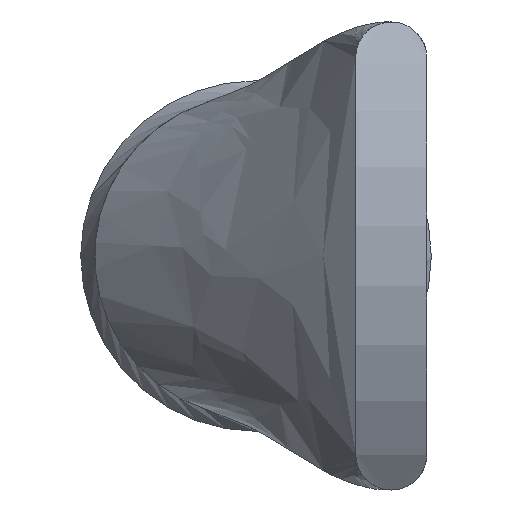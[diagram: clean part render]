
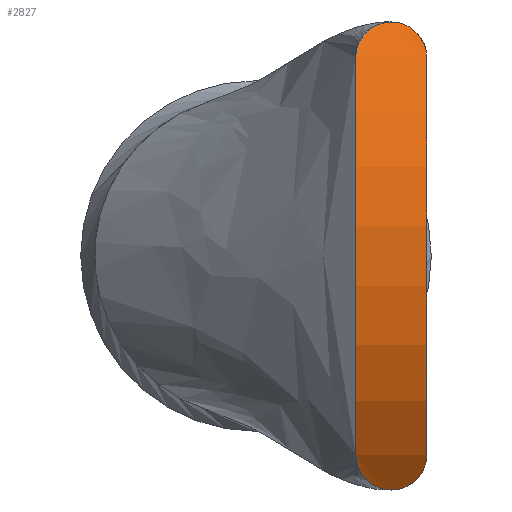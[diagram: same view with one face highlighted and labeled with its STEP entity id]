
A CAD part, left-side view. The second image highlights one B-rep face of the part: STEP entity #2827.
In plain terms, the highlighted cylindrical face has radius 13.644 mm (diameter 27.289 mm), a partial arc.
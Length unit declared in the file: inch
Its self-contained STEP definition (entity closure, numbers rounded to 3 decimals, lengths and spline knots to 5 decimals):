
#22 = CARTESIAN_POINT ( 'NONE',  ( -0.32362, 0.0486, -0.29215 ) ) ;
#46 = CARTESIAN_POINT ( 'NONE',  ( -0.30131, 0.02404, -0.32398 ) ) ;
#95 = CARTESIAN_POINT ( 'NONE',  ( -0.32172, 0.04778, -0.29506 ) ) ;
#105 = CARTESIAN_POINT ( 'NONE',  ( -0.29818, -0.01421, -0.32807 ) ) ;
#115 = CARTESIAN_POINT ( 'NONE',  ( -0.29908, 0.01765, -0.32691 ) ) ;
#128 = CARTESIAN_POINT ( 'NONE',  ( -0.29817, 0.01414, 0.32809 ) ) ;
#133 = ORIENTED_EDGE ( 'NONE', *, *, #2959, .T. ) ;
#147 = CARTESIAN_POINT ( 'NONE',  ( -0.31595, 0.04444, 0.30371 ) ) ;
#244 = CARTESIAN_POINT ( 'NONE',  ( -0.32359, 0.04886, 0.29226 ) ) ;
#264 = CARTESIAN_POINT ( 'NONE',  ( -0.29909, -0.01771, 0.32689 ) ) ;
#374 = CARTESIAN_POINT ( 'NONE',  ( -0.29669, 0.0036, -0.33 ) ) ;
#399 = CARTESIAN_POINT ( 'NONE',  ( -0.31217, -0.04112, -0.30915 ) ) ;
#421 = CARTESIAN_POINT ( 'NONE',  ( -0.33125, -0.05, -0.28 ) ) ;
#457 = EDGE_CURVE ( 'NONE', #659, #3492, #2032, .T. ) ;
#464 = CARTESIAN_POINT ( 'NONE',  ( -0.30553, 0.03229, -0.31832 ) ) ;
#526 = CARTESIAN_POINT ( 'NONE',  ( -0.29669, 0., -0.33 ) ) ;
#616 = CARTESIAN_POINT ( 'NONE',  ( -0.33125, 0.05, -0.28 ) ) ;
#659 = VERTEX_POINT ( 'NONE', #3604 ) ;
#711 = AXIS2_PLACEMENT_3D ( 'NONE', #4115, #1456, #4094 ) ;
#726 = CARTESIAN_POINT ( 'NONE',  ( -0.31788, -0.04556, 0.30082 ) ) ;
#779 = CARTESIAN_POINT ( 'NONE',  ( -0.32937, 0.05, -0.28309 ) ) ;
#792 = CARTESIAN_POINT ( 'NONE',  ( -0.33125, 0.05, 0.28 ) ) ;
#830 = CARTESIAN_POINT ( 'NONE',  ( -0.29823, -0.01444, 0.32801 ) ) ;
#912 = VERTEX_POINT ( 'NONE', #3080 ) ;
#1028 = FACE_OUTER_BOUND ( 'NONE', #4007, .T. ) ;
#1120 = DIRECTION ( 'NONE',  ( 0., 0., -1. ) ) ;
#1142 = CARTESIAN_POINT ( 'NONE',  ( -0.29668, 0.00351, 0.33001 ) ) ;
#1179 = CARTESIAN_POINT ( 'NONE',  ( -0.29906, 0.01758, 0.32693 ) ) ;
#1252 = CARTESIAN_POINT ( 'NONE',  ( -0.29669, -0.00368, 0.32999 ) ) ;
#1342 = AXIS2_PLACEMENT_3D ( 'NONE', #2447, #2003, #3423 ) ;
#1365 = CARTESIAN_POINT ( 'NONE',  ( -0.30541, -0.03249, -0.31853 ) ) ;
#1381 = CARTESIAN_POINT ( 'NONE',  ( -0.32937, -0.05, 0.28309 ) ) ;
#1411 = CARTESIAN_POINT ( 'NONE',  ( -0.30712, 0.03469, -0.31616 ) ) ;
#1447 = CARTESIAN_POINT ( 'NONE',  ( -0.29669, -0.0036, -0.33 ) ) ;
#1456 = DIRECTION ( 'NONE',  ( 0., -1., 0. ) ) ;
#1457 = CARTESIAN_POINT ( 'NONE',  ( -0.30259, 0.02689, -0.32229 ) ) ;
#1520 = B_SPLINE_CURVE_WITH_KNOTS ( 'NONE', 3,
 ( #3405, #1381, #2715, #2383, #3735, #726, #3607, #3857, #4265, #3134, #3253, #3582, #1831, #264, #830, #2587, #1252, #1142, #4287, #128, #1179, #2118, #3932, #4167, #147, #244, #1583, #792 ),
 .UNSPECIFIED., .F., .F.,
 ( 4, 2, 2, 2, 2, 2, 2, 2, 2, 2, 2, 2, 2, 4 ),
 ( 0., 0.0625, 0.125, 0.1875, 0.25, 0.3125, 0.375, 0.4375, 0.5, 0.5625, 0.625, 0.75, 0.875, 1. ),
 .UNSPECIFIED. ) ;
#1583 = CARTESIAN_POINT ( 'NONE',  ( -0.32747, 0.05, 0.28619 ) ) ;
#1666 = VERTEX_POINT ( 'NONE', #526 ) ;
#1711 = CARTESIAN_POINT ( 'NONE',  ( -0.32748, -0.05, -0.28618 ) ) ;
#1738 = CARTESIAN_POINT ( 'NONE',  ( -0.31229, 0.0409, -0.30893 ) ) ;
#1831 = CARTESIAN_POINT ( 'NONE',  ( -0.30133, -0.02409, 0.32395 ) ) ;
#2003 = DIRECTION ( 'NONE',  ( 0., -1., 0. ) ) ;
#2032 = CIRCLE ( 'NONE', #711, 0.53718 ) ;
#2102 = CARTESIAN_POINT ( 'NONE',  ( -0.31056, 0.03906, -0.31138 ) ) ;
#2109 = AXIS2_PLACEMENT_3D ( 'NONE', #3709, #2779, #1120 ) ;
#2118 = CARTESIAN_POINT ( 'NONE',  ( -0.3023, 0.02693, 0.32268 ) ) ;
#2124 = CARTESIAN_POINT ( 'NONE',  ( -0.32744, 0.04971, -0.28617 ) ) ;
#2356 = CYLINDRICAL_SURFACE ( 'NONE', #2109, 0.53718 ) ;
#2366 = CARTESIAN_POINT ( 'NONE',  ( -0.3236, -0.04886, -0.29225 ) ) ;
#2383 = CARTESIAN_POINT ( 'NONE',  ( -0.32363, -0.0486, 0.29214 ) ) ;
#2447 = CARTESIAN_POINT ( 'NONE',  ( 0.12718, -0.05, 0. ) ) ;
#2448 = CARTESIAN_POINT ( 'NONE',  ( -0.29669, 0., -0.33 ) ) ;
#2458 = CARTESIAN_POINT ( 'NONE',  ( -0.31787, 0.04555, -0.30084 ) ) ;
#2460 = CIRCLE ( 'NONE', #1342, 0.53718 ) ;
#2476 = ORIENTED_EDGE ( 'NONE', *, *, #457, .T. ) ;
#2507 = B_SPLINE_CURVE_WITH_KNOTS ( 'NONE', 3,
 ( #3718, #779, #2124, #22, #95, #2458, #3743, #1738, #2102, #1411, #464, #1457, #46, #115, #3455, #3389, #374, #3807 ),
 .UNSPECIFIED., .F., .F.,
 ( 4, 2, 2, 2, 2, 2, 2, 2, 4 ),
 ( 0., 0.06256, 0.12512, 0.18769, 0.25025, 0.31281, 0.37537, 0.43793, 0.50049 ),
 .UNSPECIFIED. ) ;
#2587 = CARTESIAN_POINT ( 'NONE',  ( -0.29701, -0.00737, 0.32959 ) ) ;
#2631 = EDGE_CURVE ( 'NONE', #2678, #912, #2460, .T. ) ;
#2678 = VERTEX_POINT ( 'NONE', #2755 ) ;
#2715 = CARTESIAN_POINT ( 'NONE',  ( -0.32745, -0.04971, 0.28617 ) ) ;
#2755 = CARTESIAN_POINT ( 'NONE',  ( -0.33125, -0.05, 0.28 ) ) ;
#2779 = DIRECTION ( 'NONE',  ( 0., -1., 0. ) ) ;
#2827 = ADVANCED_FACE ( 'NONE', ( #1028 ), #2356, .T. ) ;
#2846 = ORIENTED_EDGE ( 'NONE', *, *, #2631, .F. ) ;
#2849 = EDGE_CURVE ( 'NONE', #1666, #912, #3257, .T. ) ;
#2959 = EDGE_CURVE ( 'NONE', #3492, #1666, #2507, .T. ) ;
#2971 = ORIENTED_EDGE ( 'NONE', *, *, #2849, .T. ) ;
#3052 = CARTESIAN_POINT ( 'NONE',  ( -0.31597, -0.04446, -0.30369 ) ) ;
#3080 = CARTESIAN_POINT ( 'NONE',  ( -0.33125, -0.05, -0.28 ) ) ;
#3134 = CARTESIAN_POINT ( 'NONE',  ( -0.30714, -0.03472, 0.31613 ) ) ;
#3173 = EDGE_CURVE ( 'NONE', #2678, #659, #1520, .T. ) ;
#3253 = CARTESIAN_POINT ( 'NONE',  ( -0.30555, -0.03233, 0.31829 ) ) ;
#3257 = B_SPLINE_CURVE_WITH_KNOTS ( 'NONE', 3,
 ( #2448, #1447, #4126, #105, #3474, #3786, #1365, #399, #3052, #2366, #1711, #421 ),
 .UNSPECIFIED., .F., .F.,
 ( 4, 2, 2, 2, 2, 4 ),
 ( 0.50049, 0.56293, 0.62537, 0.75025, 0.87512, 1. ),
 .UNSPECIFIED. ) ;
#3329 = ORIENTED_EDGE ( 'NONE', *, *, #3173, .T. ) ;
#3389 = CARTESIAN_POINT ( 'NONE',  ( -0.297, 0.00729, -0.3296 ) ) ;
#3405 = CARTESIAN_POINT ( 'NONE',  ( -0.33125, -0.05, 0.28 ) ) ;
#3423 = DIRECTION ( 'NONE',  ( 0., 0., -1. ) ) ;
#3455 = CARTESIAN_POINT ( 'NONE',  ( -0.29822, 0.01437, -0.32803 ) ) ;
#3474 = CARTESIAN_POINT ( 'NONE',  ( -0.29908, -0.01764, -0.32691 ) ) ;
#3492 = VERTEX_POINT ( 'NONE', #616 ) ;
#3582 = CARTESIAN_POINT ( 'NONE',  ( -0.30261, -0.02693, 0.32226 ) ) ;
#3604 = CARTESIAN_POINT ( 'NONE',  ( -0.33125, 0.05, 0.28 ) ) ;
#3607 = CARTESIAN_POINT ( 'NONE',  ( -0.31599, -0.04419, 0.3036 ) ) ;
#3709 = CARTESIAN_POINT ( 'NONE',  ( 0.12718, 0.05, 0. ) ) ;
#3718 = CARTESIAN_POINT ( 'NONE',  ( -0.33125, 0.05, -0.28 ) ) ;
#3735 = CARTESIAN_POINT ( 'NONE',  ( -0.32173, -0.04778, 0.29505 ) ) ;
#3743 = CARTESIAN_POINT ( 'NONE',  ( -0.31598, 0.04418, -0.30362 ) ) ;
#3786 = CARTESIAN_POINT ( 'NONE',  ( -0.30232, -0.02697, -0.32265 ) ) ;
#3807 = CARTESIAN_POINT ( 'NONE',  ( -0.29669, 0., -0.33 ) ) ;
#3857 = CARTESIAN_POINT ( 'NONE',  ( -0.31231, -0.04092, 0.3089 ) ) ;
#3932 = CARTESIAN_POINT ( 'NONE',  ( -0.30539, 0.03246, 0.31856 ) ) ;
#4007 = EDGE_LOOP ( 'NONE', ( #2476, #133, #2971, #2846, #3329 ) ) ;
#4094 = DIRECTION ( 'NONE',  ( 0., 0., -1. ) ) ;
#4115 = CARTESIAN_POINT ( 'NONE',  ( 0.12718, 0.05, 0. ) ) ;
#4126 = CARTESIAN_POINT ( 'NONE',  ( -0.297, -0.00725, -0.3296 ) ) ;
#4167 = CARTESIAN_POINT ( 'NONE',  ( -0.31215, 0.04111, 0.30917 ) ) ;
#4265 = CARTESIAN_POINT ( 'NONE',  ( -0.31058, -0.03908, 0.31135 ) ) ;
#4287 = CARTESIAN_POINT ( 'NONE',  ( -0.29699, 0.00717, 0.32961 ) ) ;
